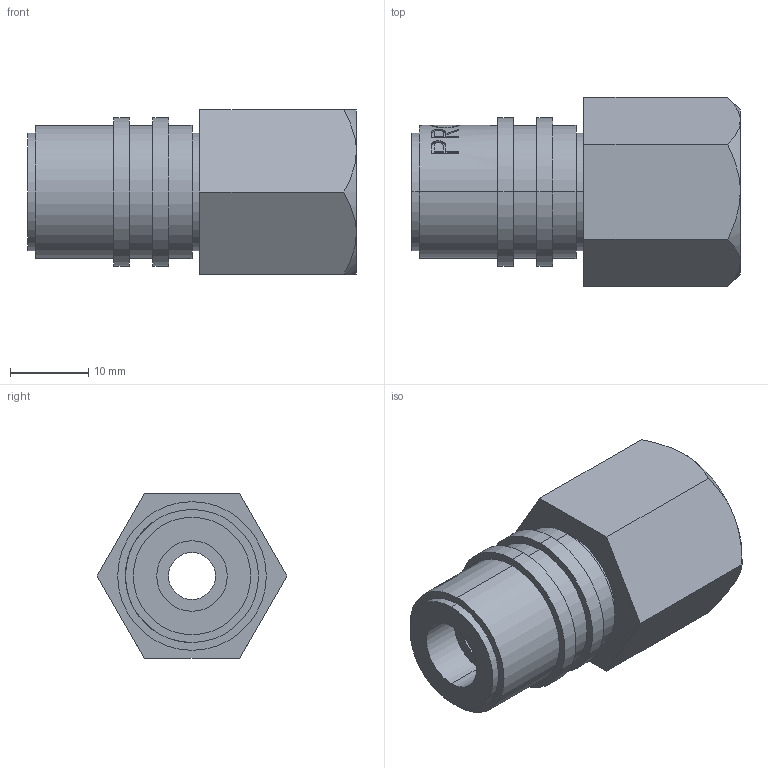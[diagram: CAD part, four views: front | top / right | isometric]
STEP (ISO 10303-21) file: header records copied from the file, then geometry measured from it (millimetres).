
FILE_DESCRIPTION (( 'STEP AP203' ), '1' );
FILE_NAME ('a2f2.STEP', '2022-07-27T16:16:01', ( '' ), ( '' ), 'SwSTEP 2.0', 'SolidWorks 2019', '' );
FILE_SCHEMA (( 'CONFIG_CONTROL_DESIGN' ));
Length unit declared in the file: millimetre
Products named in the file (1): a2f2
Bounding box: 42 x 24.25 x 21 mm (x, y, z)
Volume: 9659.4 mm3; surface area: 4806.5 mm2
Topology: 1 solids, 1 shells, 130 faces, 320 edges, 210 vertices
Faces by surface type: plane 49, bspline 42, cylinder 29, cone 10
Entity records: 8717 total; most frequent: CARTESIAN_POINT 5885, ORIENTED_EDGE 640, DIRECTION 440, EDGE_CURVE 320, VERTEX_POINT 210, AXIS2_PLACEMENT_3D 179, EDGE_LOOP 150, B_SPLINE_CURVE_WITH_KNOTS 148
